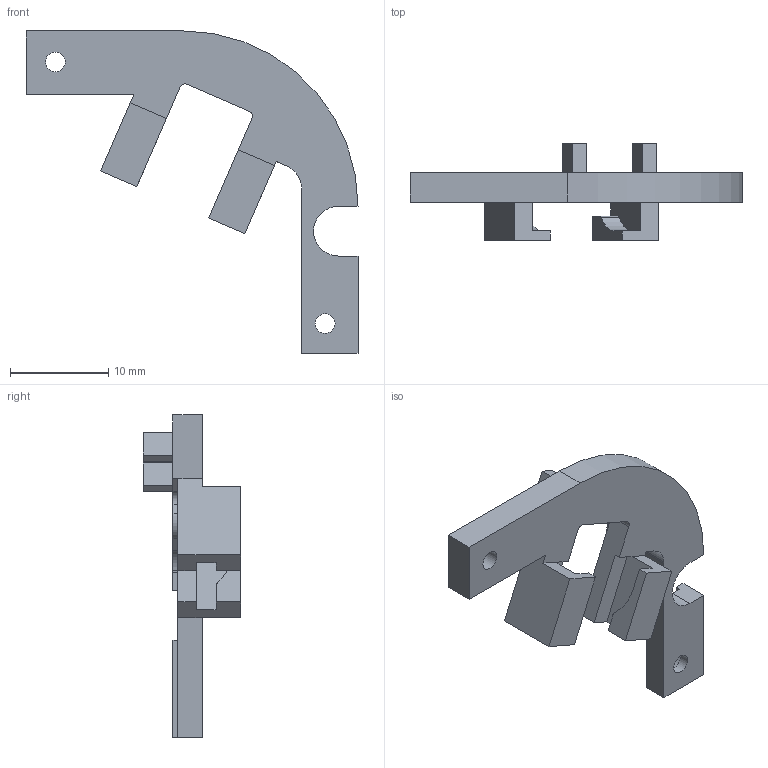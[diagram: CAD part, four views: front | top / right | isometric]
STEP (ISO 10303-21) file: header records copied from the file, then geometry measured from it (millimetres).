
FILE_DESCRIPTION(/* description */ (''),/* implementation_level */ '2;1');
FILE_NAME(/* name */ 'MirrorTrigger Mount.step',/* time_stamp */ '2024-02-13T22:04:40+09:00',/* author */ (''),/* organization */ (''),/* preprocessor_version */ 'ST-DEVELOPER v20',/* originating_system */ 'Autodesk Translation Framework v12.20.1.177',/* authorisation */ '');
FILE_SCHEMA (('AUTOMOTIVE_DESIGN { 1 0 10303 214 3 1 1 }'));
Length unit declared in the file: millimetre
Products named in the file (1): MirrorTrigger Mount_1
Bounding box: 33.8 x 9.9 x 32.8 mm (x, y, z)
Volume: 1235 mm3; surface area: 1564.2 mm2
Topology: 1 solids, 1 shells, 74 faces, 202 edges, 134 vertices
Faces by surface type: plane 56, cylinder 18
Full cylindrical faces by diameter (mm): 2 x2, 3.8 x2
Entity records: 2374 total; most frequent: CARTESIAN_POINT 411, ORIENTED_EDGE 404, DIRECTION 388, EDGE_CURVE 202, LINE 166, VECTOR 166, VERTEX_POINT 134, AXIS2_PLACEMENT_3D 111
